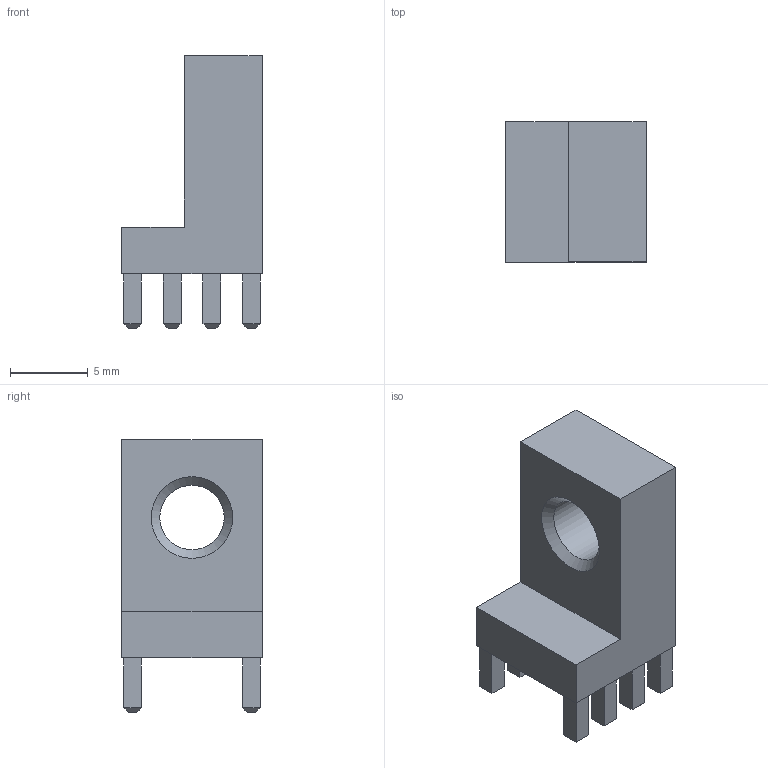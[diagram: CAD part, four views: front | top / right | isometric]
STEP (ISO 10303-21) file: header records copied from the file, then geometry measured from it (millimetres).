
FILE_DESCRIPTION(('FreeCAD Model'),'2;1');
FILE_NAME('7461103.step', '2022-03-25T11:17:16',('Author'),(''), 'Open CASCADE STEP processor 7.3','FreeCAD','Unknown');
FILE_SCHEMA(('AUTOMOTIVE_DESIGN { 1 0 10303 214 1 1 1 1 }'));
Length unit declared in the file: millimetre
Products named in the file (1): 7461103
Bounding box: 9 x 9 x 17.5 mm (x, y, z)
Volume: 701 mm3; surface area: 727.5 mm2
Topology: 1 solids, 1 shells, 83 faces, 185 edges, 112 vertices
Faces by surface type: plane 80, cone 2, cylinder 1
Full cylindrical faces by diameter (mm): 4.134 x1
Entity records: 5210 total; most frequent: CARTESIAN_POINT 754, DIRECTION 724, LINE 546, VECTOR 546, ORIENTED_EDGE 370, PCURVE 370, DEFINITIONAL_REPRESENTATION 370, EDGE_CURVE 185
